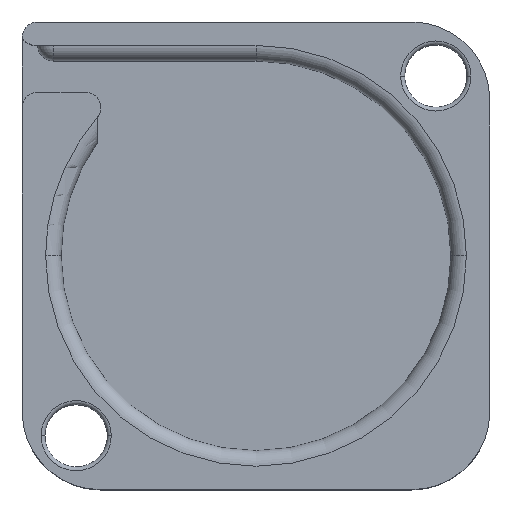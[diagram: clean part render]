
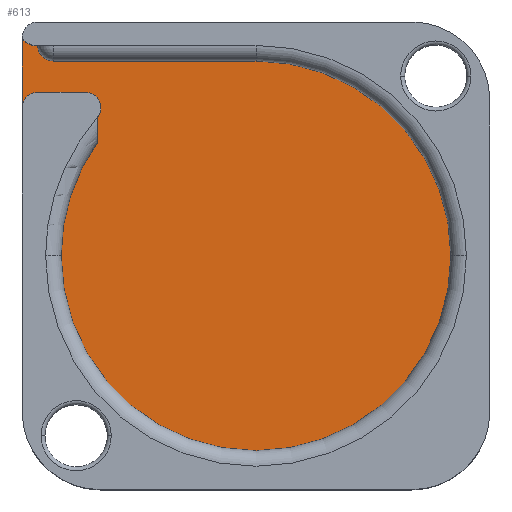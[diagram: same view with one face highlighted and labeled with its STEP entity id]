
A CAD part, top view. The second image highlights one B-rep face of the part: STEP entity #613.
In plain terms, the highlighted planar face has unit normal (0, 0, 1).
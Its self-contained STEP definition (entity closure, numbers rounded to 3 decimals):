
#59 = CARTESIAN_POINT ( 'NONE',  ( 15., -1.5, 1. ) ) ;
#111 = CIRCLE ( 'NONE', #526, 13.5 ) ;
#120 = EDGE_CURVE ( 'NONE', #580, #500, #1036, .T. ) ;
#128 = CARTESIAN_POINT ( 'NONE',  ( 0., -4.5, 1. ) ) ;
#141 = ORIENTED_EDGE ( 'NONE', *, *, #1086, .T. ) ;
#164 = FACE_OUTER_BOUND ( 'NONE', #841, .T. ) ;
#199 = AXIS2_PLACEMENT_3D ( 'NONE', #1258, #316, #604 ) ;
#220 = EDGE_CURVE ( 'NONE', #874, #244, #515, .T. ) ;
#227 = CARTESIAN_POINT ( 'NONE',  ( 0., -1.5, 1. ) ) ;
#244 = VERTEX_POINT ( 'NONE', #1391 ) ;
#260 = AXIS2_PLACEMENT_3D ( 'NONE', #303, #713, #840 ) ;
#265 = CARTESIAN_POINT ( 'NONE',  ( 1., -4.5, 1. ) ) ;
#301 = EDGE_CURVE ( 'NONE', #831, #874, #1195, .T. ) ;
#303 = CARTESIAN_POINT ( 'NONE',  ( 4.046, -5.5, 1. ) ) ;
#313 = ORIENTED_EDGE ( 'NONE', *, *, #220, .T. ) ;
#316 = DIRECTION ( 'NONE',  ( 0., 0., -1. ) ) ;
#323 = DIRECTION ( 'NONE',  ( 1., 0., 0. ) ) ;
#331 = DIRECTION ( 'NONE',  ( 1., 0., 0. ) ) ;
#335 = VERTEX_POINT ( 'NONE', #1190 ) ;
#345 = CARTESIAN_POINT ( 'NONE',  ( 15., -15., 1. ) ) ;
#375 = DIRECTION ( 'NONE',  ( 0., -1., 0. ) ) ;
#392 = AXIS2_PLACEMENT_3D ( 'NONE', #925, #982, #331 ) ;
#416 = VECTOR ( 'NONE', #375, 1000. ) ;
#500 = VERTEX_POINT ( 'NONE', #689 ) ;
#503 = DIRECTION ( 'NONE',  ( 1., 0., 0. ) ) ;
#515 = CIRCLE ( 'NONE', #1502, 13.5 ) ;
#526 = AXIS2_PLACEMENT_3D ( 'NONE', #1078, #1293, #960 ) ;
#535 = DIRECTION ( 'NONE',  ( 1., 0., 0. ) ) ;
#560 = CARTESIAN_POINT ( 'NONE',  ( 28.5, -15., 1. ) ) ;
#562 = LINE ( 'NONE', #128, #1325 ) ;
#580 = VERTEX_POINT ( 'NONE', #884 ) ;
#586 = CIRCLE ( 'NONE', #922, 1. ) ;
#587 = DIRECTION ( 'NONE',  ( -1., 0., 0. ) ) ;
#604 = DIRECTION ( 'NONE',  ( 1., 0., 0. ) ) ;
#613 = ADVANCED_FACE ( 'NONE', ( #164 ), #834, .T. ) ;
#642 = DIRECTION ( 'NONE',  ( 0., 0., 1. ) ) ;
#643 = EDGE_CURVE ( 'NONE', #500, #831, #111, .T. ) ;
#654 = CARTESIAN_POINT ( 'NONE',  ( 0., -1., 1. ) ) ;
#679 = EDGE_CURVE ( 'NONE', #1263, #1679, #562, .T. ) ;
#689 = CARTESIAN_POINT ( 'NONE',  ( 4.801, -6.155, 1. ) ) ;
#703 = DIRECTION ( 'NONE',  ( 1., 0., 0. ) ) ;
#705 = ORIENTED_EDGE ( 'NONE', *, *, #1644, .T. ) ;
#713 = DIRECTION ( 'NONE',  ( 0., 0., -1. ) ) ;
#730 = CARTESIAN_POINT ( 'NONE',  ( 4.046, -4.5, 1. ) ) ;
#737 = CIRCLE ( 'NONE', #1186, 1. ) ;
#742 = EDGE_CURVE ( 'NONE', #1213, #1166, #586, .T. ) ;
#767 = DIRECTION ( 'NONE',  ( 0., 0., -1. ) ) ;
#776 = CARTESIAN_POINT ( 'NONE',  ( 0.866, -1.5, 1. ) ) ;
#793 = CARTESIAN_POINT ( 'NONE',  ( 1.5, -15., 1. ) ) ;
#807 = CARTESIAN_POINT ( 'NONE',  ( 15., -15., 1. ) ) ;
#813 = EDGE_CURVE ( 'NONE', #1166, #335, #1453, .T. ) ;
#831 = VERTEX_POINT ( 'NONE', #793 ) ;
#834 = PLANE ( 'NONE',  #392 ) ;
#840 = DIRECTION ( 'NONE',  ( 1., 0., 0. ) ) ;
#841 = EDGE_LOOP ( 'NONE', ( #1538, #141, #1447, #1233, #1029, #313, #705, #1501, #1516, #1255 ) ) ;
#846 = DIRECTION ( 'NONE',  ( 0., 0., -1. ) ) ;
#874 = VERTEX_POINT ( 'NONE', #560 ) ;
#884 = CARTESIAN_POINT ( 'NONE',  ( 5.046, -5.5, 1. ) ) ;
#922 = AXIS2_PLACEMENT_3D ( 'NONE', #1694, #767, #703 ) ;
#925 = CARTESIAN_POINT ( 'NONE',  ( 15., -15., 1. ) ) ;
#960 = DIRECTION ( 'NONE',  ( 1., 0., 0. ) ) ;
#982 = DIRECTION ( 'NONE',  ( 0., 0., 1. ) ) ;
#1029 = ORIENTED_EDGE ( 'NONE', *, *, #301, .T. ) ;
#1036 = CIRCLE ( 'NONE', #260, 1. ) ;
#1074 = DIRECTION ( 'NONE',  ( 1., 0., 0. ) ) ;
#1078 = CARTESIAN_POINT ( 'NONE',  ( 15., -15., 1. ) ) ;
#1086 = EDGE_CURVE ( 'NONE', #1679, #580, #1384, .T. ) ;
#1106 = AXIS2_PLACEMENT_3D ( 'NONE', #345, #642, #503 ) ;
#1131 = CARTESIAN_POINT ( 'NONE',  ( 1., -5.5, 1. ) ) ;
#1132 = VECTOR ( 'NONE', #587, 1000. ) ;
#1166 = VERTEX_POINT ( 'NONE', #654 ) ;
#1186 = AXIS2_PLACEMENT_3D ( 'NONE', #1131, #846, #323 ) ;
#1190 = CARTESIAN_POINT ( 'NONE',  ( 0., -5.5, 1. ) ) ;
#1195 = CIRCLE ( 'NONE', #1106, 13.5 ) ;
#1213 = VERTEX_POINT ( 'NONE', #776 ) ;
#1233 = ORIENTED_EDGE ( 'NONE', *, *, #643, .T. ) ;
#1255 = ORIENTED_EDGE ( 'NONE', *, *, #1651, .T. ) ;
#1258 = CARTESIAN_POINT ( 'NONE',  ( 4.046, -5.5, 1. ) ) ;
#1263 = VERTEX_POINT ( 'NONE', #265 ) ;
#1293 = DIRECTION ( 'NONE',  ( 0., 0., 1. ) ) ;
#1325 = VECTOR ( 'NONE', #535, 1000. ) ;
#1345 = DIRECTION ( 'NONE',  ( 0., 0., 1. ) ) ;
#1384 = CIRCLE ( 'NONE', #199, 1. ) ;
#1391 = CARTESIAN_POINT ( 'NONE',  ( 15., -1.5, 1. ) ) ;
#1447 = ORIENTED_EDGE ( 'NONE', *, *, #120, .T. ) ;
#1453 = LINE ( 'NONE', #227, #416 ) ;
#1501 = ORIENTED_EDGE ( 'NONE', *, *, #742, .T. ) ;
#1502 = AXIS2_PLACEMENT_3D ( 'NONE', #807, #1345, #1074 ) ;
#1516 = ORIENTED_EDGE ( 'NONE', *, *, #813, .T. ) ;
#1534 = LINE ( 'NONE', #59, #1132 ) ;
#1538 = ORIENTED_EDGE ( 'NONE', *, *, #679, .T. ) ;
#1644 = EDGE_CURVE ( 'NONE', #244, #1213, #1534, .T. ) ;
#1651 = EDGE_CURVE ( 'NONE', #335, #1263, #737, .T. ) ;
#1679 = VERTEX_POINT ( 'NONE', #730 ) ;
#1694 = CARTESIAN_POINT ( 'NONE',  ( 0.866, -0.5, 1. ) ) ;
